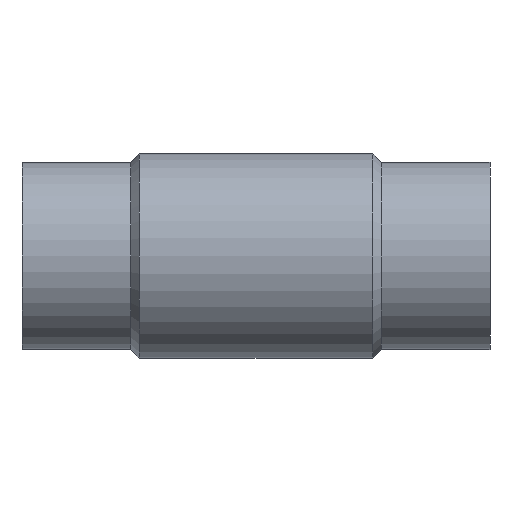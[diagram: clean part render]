
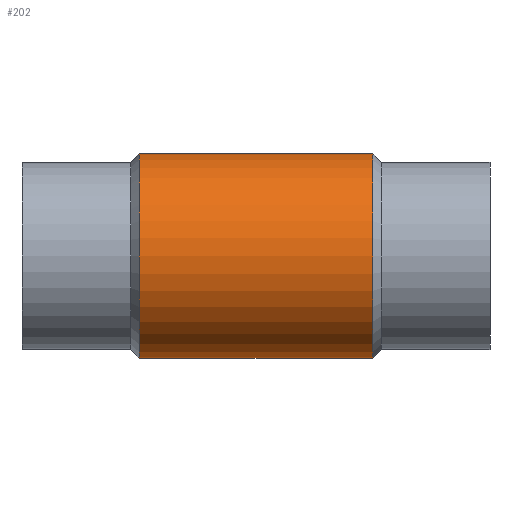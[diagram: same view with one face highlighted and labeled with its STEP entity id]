
A CAD part, front view. The second image highlights one B-rep face of the part: STEP entity #202.
In plain terms, the highlighted cylindrical face has radius 109.1 mm (diameter 218.2 mm), a full revolution.
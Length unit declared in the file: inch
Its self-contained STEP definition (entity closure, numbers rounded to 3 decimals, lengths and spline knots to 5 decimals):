
#12 = DIRECTION ( 'NONE',  ( 0., 1., 0. ) ) ;
#41 =( BOUNDED_CURVE ( )  B_SPLINE_CURVE ( 3, ( #349, #262, #438, #110 ),
 .UNSPECIFIED., .F., .T. ) 
 B_SPLINE_CURVE_WITH_KNOTS ( ( 4, 4 ),
 ( 1.5708, 4.71239 ),
 .UNSPECIFIED. ) 
 CURVE ( )  GEOMETRIC_REPRESENTATION_ITEM ( )  RATIONAL_B_SPLINE_CURVE ( ( 1., 0.333, 0.333, 1. ) ) 
 REPRESENTATION_ITEM ( '' )  );
#69 = ORIENTED_EDGE ( 'NONE', *, *, #494, .T. ) ;
#83 = DIRECTION ( 'NONE',  ( 1., 0., 0. ) ) ;
#110 = CARTESIAN_POINT ( 'NONE',  ( -2.59115, -2.21634, 5.17074 ) ) ;
#115 = CARTESIAN_POINT ( 'NONE',  ( 2.32617, -2.21634, 9.46601 ) ) ;
#142 = EDGE_CURVE ( 'NONE', #612, #612, #302, .T. ) ;
#154 = EDGE_CURVE ( 'NONE', #278, #221, #329, .T. ) ;
#167 = VERTEX_POINT ( 'NONE', #623 ) ;
#179 = EDGE_LOOP ( 'NONE', ( #305 ) ) ;
#184 = AXIS2_PLACEMENT_3D ( 'NONE', #397, #389, #201 ) ;
#196 = DIRECTION ( 'NONE',  ( 1., 0., 0. ) ) ;
#201 = DIRECTION ( 'NONE',  ( 0., 1., 0. ) ) ;
#202 = ADVANCED_FACE ( 'NONE', ( #621, #551, #589 ), #545, .T. ) ;
#217 = AXIS2_PLACEMENT_3D ( 'NONE', #354, #83, #443 ) ;
#221 = VERTEX_POINT ( 'NONE', #309 ) ;
#262 = CARTESIAN_POINT ( 'NONE',  ( -11.18171, 6.37422, 13.76129 ) ) ;
#278 = VERTEX_POINT ( 'NONE', #582 ) ;
#284 = EDGE_LOOP ( 'NONE', ( #486 ) ) ;
#296 = CARTESIAN_POINT ( 'NONE',  ( -2.59115, -2.21634, 13.76129 ) ) ;
#302 = CIRCLE ( 'NONE', #184, 4.29528 ) ;
#305 = ORIENTED_EDGE ( 'NONE', *, *, #414, .F. ) ;
#309 = CARTESIAN_POINT ( 'NONE',  ( -2.59115, -2.21634, 13.76129 ) ) ;
#313 = CARTESIAN_POINT ( 'NONE',  ( 5.9994, 6.37422, 5.17074 ) ) ;
#329 =( BOUNDED_CURVE ( )  B_SPLINE_CURVE ( 3, ( #540, #313, #447, #296 ),
 .UNSPECIFIED., .F., .T. ) 
 B_SPLINE_CURVE_WITH_KNOTS ( ( 4, 4 ),
 ( 1.5708, 4.71239 ),
 .UNSPECIFIED. ) 
 CURVE ( )  GEOMETRIC_REPRESENTATION_ITEM ( )  RATIONAL_B_SPLINE_CURVE ( ( 1., 0.333, 0.333, 1. ) ) 
 REPRESENTATION_ITEM ( '' )  );
#349 = CARTESIAN_POINT ( 'NONE',  ( -2.59115, -2.21634, 13.76129 ) ) ;
#354 = CARTESIAN_POINT ( 'NONE',  ( -2.59115, -2.21634, 9.46601 ) ) ;
#389 = DIRECTION ( 'NONE',  ( -1., 0., 0. ) ) ;
#397 = CARTESIAN_POINT ( 'NONE',  ( -7.50848, -2.21634, 9.46601 ) ) ;
#414 = EDGE_CURVE ( 'NONE', #167, #167, #441, .T. ) ;
#438 = CARTESIAN_POINT ( 'NONE',  ( -11.18171, 6.37422, 5.17074 ) ) ;
#441 = CIRCLE ( 'NONE', #448, 4.29528 ) ;
#443 = DIRECTION ( 'NONE',  ( 0., 0., -1. ) ) ;
#447 = CARTESIAN_POINT ( 'NONE',  ( 5.9994, 6.37422, 13.76129 ) ) ;
#448 = AXIS2_PLACEMENT_3D ( 'NONE', #115, #196, #12 ) ;
#480 = ORIENTED_EDGE ( 'NONE', *, *, #154, .T. ) ;
#486 = ORIENTED_EDGE ( 'NONE', *, *, #142, .F. ) ;
#488 = EDGE_LOOP ( 'NONE', ( #69, #480 ) ) ;
#494 = EDGE_CURVE ( 'NONE', #221, #278, #41, .T. ) ;
#527 = CARTESIAN_POINT ( 'NONE',  ( -7.50848, 2.07894, 9.46601 ) ) ;
#540 = CARTESIAN_POINT ( 'NONE',  ( -2.59115, -2.21634, 5.17074 ) ) ;
#545 = CYLINDRICAL_SURFACE ( 'NONE', #217, 4.29528 ) ;
#551 = FACE_OUTER_BOUND ( 'NONE', #284, .T. ) ;
#582 = CARTESIAN_POINT ( 'NONE',  ( -2.59115, -2.21634, 5.17074 ) ) ;
#589 = FACE_OUTER_BOUND ( 'NONE', #179, .T. ) ;
#612 = VERTEX_POINT ( 'NONE', #527 ) ;
#621 = FACE_BOUND ( 'NONE', #488, .T. ) ;
#623 = CARTESIAN_POINT ( 'NONE',  ( 2.32617, 2.07894, 9.46601 ) ) ;
